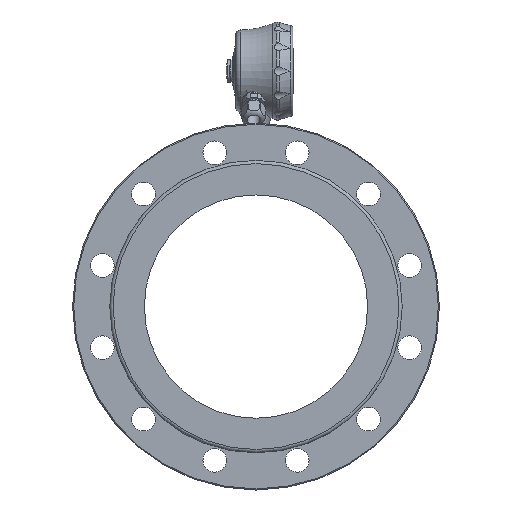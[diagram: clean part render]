
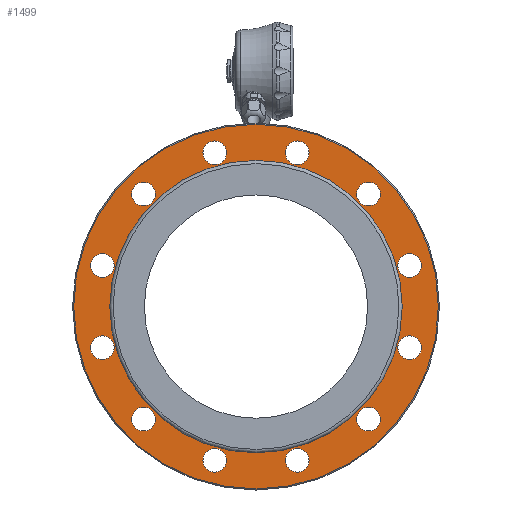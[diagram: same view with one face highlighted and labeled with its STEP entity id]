
A CAD part, front view. The second image highlights one B-rep face of the part: STEP entity #1499.
In plain terms, the highlighted planar face has unit normal (0, -1, 0).
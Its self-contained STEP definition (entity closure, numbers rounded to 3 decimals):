
#1499 = ADVANCED_FACE( '', ( #3184, #3185, #3186, #3187, #3188, #3189, #3190, #3191, #3192, #3193, #3194, #3195, #3196, #3197 ), #3198, .T. );
#3184 = FACE_OUTER_BOUND( '', #5641, .T. );
#3185 = FACE_BOUND( '', #5642, .T. );
#3186 = FACE_BOUND( '', #5643, .T. );
#3187 = FACE_BOUND( '', #5644, .T. );
#3188 = FACE_BOUND( '', #5645, .T. );
#3189 = FACE_BOUND( '', #5646, .T. );
#3190 = FACE_BOUND( '', #5647, .T. );
#3191 = FACE_BOUND( '', #5648, .T. );
#3192 = FACE_BOUND( '', #5649, .T. );
#3193 = FACE_BOUND( '', #5650, .T. );
#3194 = FACE_BOUND( '', #5651, .T. );
#3195 = FACE_BOUND( '', #5652, .T. );
#3196 = FACE_BOUND( '', #5653, .T. );
#3197 = FACE_BOUND( '', #5654, .T. );
#3198 = PLANE( '', #5655 );
#5641 = EDGE_LOOP( '', ( #10026 ) );
#5642 = EDGE_LOOP( '', ( #10027 ) );
#5643 = EDGE_LOOP( '', ( #10028 ) );
#5644 = EDGE_LOOP( '', ( #10029 ) );
#5645 = EDGE_LOOP( '', ( #10030 ) );
#5646 = EDGE_LOOP( '', ( #10031 ) );
#5647 = EDGE_LOOP( '', ( #10032 ) );
#5648 = EDGE_LOOP( '', ( #10033 ) );
#5649 = EDGE_LOOP( '', ( #10034 ) );
#5650 = EDGE_LOOP( '', ( #10035 ) );
#5651 = EDGE_LOOP( '', ( #10036 ) );
#5652 = EDGE_LOOP( '', ( #10037 ) );
#5653 = EDGE_LOOP( '', ( #10038 ) );
#5654 = EDGE_LOOP( '', ( #10039 ) );
#5655 = AXIS2_PLACEMENT_3D( '', #10040, #10041, #10042 );
#10026 = ORIENTED_EDGE( '', *, *, #12129, .T. );
#10027 = ORIENTED_EDGE( '', *, *, #12141, .F. );
#10028 = ORIENTED_EDGE( '', *, *, #11366, .F. );
#10029 = ORIENTED_EDGE( '', *, *, #12193, .F. );
#10030 = ORIENTED_EDGE( '', *, *, #11477, .F. );
#10031 = ORIENTED_EDGE( '', *, *, #12144, .F. );
#10032 = ORIENTED_EDGE( '', *, *, #11194, .F. );
#10033 = ORIENTED_EDGE( '', *, *, #11122, .F. );
#10034 = ORIENTED_EDGE( '', *, *, #12056, .F. );
#10035 = ORIENTED_EDGE( '', *, *, #12174, .F. );
#10036 = ORIENTED_EDGE( '', *, *, #11467, .F. );
#10037 = ORIENTED_EDGE( '', *, *, #11732, .F. );
#10038 = ORIENTED_EDGE( '', *, *, #11674, .F. );
#10039 = ORIENTED_EDGE( '', *, *, #11555, .F. );
#10040 = CARTESIAN_POINT( '', ( 0., -170., 135.5 ) );
#10041 = DIRECTION( '', ( 0., -1., 0. ) );
#10042 = DIRECTION( '', ( 0., 0., 1. ) );
#11122 = EDGE_CURVE( '', #13416, #13416, #13417, .T. );
#11194 = EDGE_CURVE( '', #13518, #13518, #13519, .T. );
#11366 = EDGE_CURVE( '', #13769, #13769, #13770, .T. );
#11467 = EDGE_CURVE( '', #13923, #13923, #13924, .T. );
#11477 = EDGE_CURVE( '', #13939, #13939, #13940, .T. );
#11555 = EDGE_CURVE( '', #14049, #14049, #14050, .T. );
#11674 = EDGE_CURVE( '', #14220, #14220, #14221, .T. );
#11732 = EDGE_CURVE( '', #14296, #14296, #14297, .T. );
#12056 = EDGE_CURVE( '', #14700, #14700, #14701, .T. );
#12129 = EDGE_CURVE( '', #14780, #14780, #14781, .T. );
#12141 = EDGE_CURVE( '', #14793, #14793, #14794, .T. );
#12144 = EDGE_CURVE( '', #14798, #14798, #14799, .T. );
#12174 = EDGE_CURVE( '', #14830, #14830, #14831, .T. );
#12193 = EDGE_CURVE( '', #14851, #14851, #14852, .T. );
#13416 = VERTEX_POINT( '', #17943 );
#13417 = CIRCLE( '', #17944, 11. );
#13518 = VERTEX_POINT( '', #18227 );
#13519 = CIRCLE( '', #18228, 11. );
#13769 = VERTEX_POINT( '', #18965 );
#13770 = CIRCLE( '', #18966, 11. );
#13923 = VERTEX_POINT( '', #19305 );
#13924 = CIRCLE( '', #19306, 11. );
#13939 = VERTEX_POINT( '', #19372 );
#13940 = CIRCLE( '', #19373, 11. );
#14049 = VERTEX_POINT( '', #19638 );
#14050 = CIRCLE( '', #19639, 135.5 );
#14220 = VERTEX_POINT( '', #19994 );
#14221 = CIRCLE( '', #19995, 11. );
#14296 = VERTEX_POINT( '', #20137 );
#14297 = CIRCLE( '', #20138, 11. );
#14700 = VERTEX_POINT( '', #21414 );
#14701 = CIRCLE( '', #21415, 11. );
#14780 = VERTEX_POINT( '', #21590 );
#14781 = CIRCLE( '', #21591, 169. );
#14793 = VERTEX_POINT( '', #21603 );
#14794 = CIRCLE( '', #21604, 11. );
#14798 = VERTEX_POINT( '', #21608 );
#14799 = CIRCLE( '', #21609, 11. );
#14830 = VERTEX_POINT( '', #21655 );
#14831 = CIRCLE( '', #21656, 11. );
#14851 = VERTEX_POINT( '', #21678 );
#14852 = CIRCLE( '', #21679, 11. );
#17943 = CARTESIAN_POINT( '', ( -94.772, -170., -109.798 ) );
#17944 = AXIS2_PLACEMENT_3D( '', #22530, #22531, #22532 );
#18227 = CARTESIAN_POINT( '', ( -27.176, -170., -142.474 ) );
#18228 = AXIS2_PLACEMENT_3D( '', #22638, #22639, #22640 );
#18965 = CARTESIAN_POINT( '', ( 136.974, -170., 47.702 ) );
#18966 = AXIS2_PLACEMENT_3D( '', #22838, #22839, #22840 );
#19305 = CARTESIAN_POINT( '', ( -109.798, -170., 94.772 ) );
#19306 = AXIS2_PLACEMENT_3D( '', #22967, #22968, #22969 );
#19372 = CARTESIAN_POINT( '', ( 109.798, -170., -94.772 ) );
#19373 = AXIS2_PLACEMENT_3D( '', #22981, #22982, #22983 );
#19638 = CARTESIAN_POINT( '', ( 0., -170., 135.5 ) );
#19639 = AXIS2_PLACEMENT_3D( '', #23056, #23057, #23058 );
#19994 = CARTESIAN_POINT( '', ( 27.176, -170., 142.474 ) );
#19995 = AXIS2_PLACEMENT_3D( '', #23161, #23162, #23163 );
#20137 = CARTESIAN_POINT( '', ( -47.702, -170., 136.974 ) );
#20138 = AXIS2_PLACEMENT_3D( '', #23224, #23225, #23226 );
#21414 = CARTESIAN_POINT( '', ( -136.974, -170., -47.702 ) );
#21415 = AXIS2_PLACEMENT_3D( '', #23515, #23516, #23517 );
#21590 = CARTESIAN_POINT( '', ( 0., -170., 169. ) );
#21591 = AXIS2_PLACEMENT_3D( '', #23555, #23556, #23557 );
#21603 = CARTESIAN_POINT( '', ( 94.772, -170., 109.798 ) );
#21604 = AXIS2_PLACEMENT_3D( '', #23564, #23565, #23566 );
#21608 = CARTESIAN_POINT( '', ( 47.702, -170., -136.974 ) );
#21609 = AXIS2_PLACEMENT_3D( '', #23570, #23571, #23572 );
#21655 = CARTESIAN_POINT( '', ( -142.474, -170., 27.176 ) );
#21656 = AXIS2_PLACEMENT_3D( '', #23589, #23590, #23591 );
#21678 = CARTESIAN_POINT( '', ( 142.474, -170., -27.176 ) );
#21679 = AXIS2_PLACEMENT_3D( '', #23600, #23601, #23602 );
#22530 = CARTESIAN_POINT( '', ( -104.298, -170., -104.298 ) );
#22531 = DIRECTION( '', ( 0., -1., 0. ) );
#22532 = DIRECTION( '', ( 0.866, 0., -0.5 ) );
#22638 = CARTESIAN_POINT( '', ( -38.176, -170., -142.474 ) );
#22639 = DIRECTION( '', ( 0., -1., 0. ) );
#22640 = DIRECTION( '', ( 1., 0., 0. ) );
#22838 = CARTESIAN_POINT( '', ( 142.474, -170., 38.176 ) );
#22839 = DIRECTION( '', ( 0., -1., 0. ) );
#22840 = DIRECTION( '', ( -0.5, 0., 0.866 ) );
#22967 = CARTESIAN_POINT( '', ( -104.298, -170., 104.298 ) );
#22968 = DIRECTION( '', ( 0., -1., 0. ) );
#22969 = DIRECTION( '', ( -0.5, 0., -0.866 ) );
#22981 = CARTESIAN_POINT( '', ( 104.298, -170., -104.298 ) );
#22982 = DIRECTION( '', ( 0., -1., 0. ) );
#22983 = DIRECTION( '', ( 0.5, 0., 0.866 ) );
#23056 = CARTESIAN_POINT( '', ( 0., -170., 0. ) );
#23057 = DIRECTION( '', ( 0., -1., 0. ) );
#23058 = DIRECTION( '', ( 0., 0., 1. ) );
#23161 = CARTESIAN_POINT( '', ( 38.176, -170., 142.474 ) );
#23162 = DIRECTION( '', ( 0., -1., 0. ) );
#23163 = DIRECTION( '', ( -1., 0., 0. ) );
#23224 = CARTESIAN_POINT( '', ( -38.176, -170., 142.474 ) );
#23225 = DIRECTION( '', ( 0., -1., 0. ) );
#23226 = DIRECTION( '', ( -0.866, 0., -0.5 ) );
#23515 = CARTESIAN_POINT( '', ( -142.474, -170., -38.176 ) );
#23516 = DIRECTION( '', ( 0., -1., 0. ) );
#23517 = DIRECTION( '', ( 0.5, 0., -0.866 ) );
#23555 = CARTESIAN_POINT( '', ( 0., -170., 0. ) );
#23556 = DIRECTION( '', ( 0., -1., 0. ) );
#23557 = DIRECTION( '', ( 0., 0., 1. ) );
#23564 = CARTESIAN_POINT( '', ( 104.298, -170., 104.298 ) );
#23565 = DIRECTION( '', ( 0., -1., 0. ) );
#23566 = DIRECTION( '', ( -0.866, 0., 0.5 ) );
#23570 = CARTESIAN_POINT( '', ( 38.176, -170., -142.474 ) );
#23571 = DIRECTION( '', ( 0., -1., 0. ) );
#23572 = DIRECTION( '', ( 0.866, 0., 0.5 ) );
#23589 = CARTESIAN_POINT( '', ( -142.474, -170., 38.176 ) );
#23590 = DIRECTION( '', ( 0., -1., 0. ) );
#23591 = DIRECTION( '', ( 0., 0., -1. ) );
#23600 = CARTESIAN_POINT( '', ( 142.474, -170., -38.176 ) );
#23601 = DIRECTION( '', ( 0., -1., 0. ) );
#23602 = DIRECTION( '', ( 0., 0., 1. ) );
